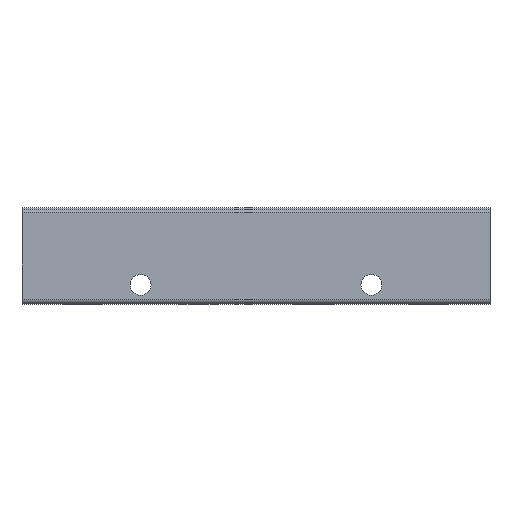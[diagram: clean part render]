
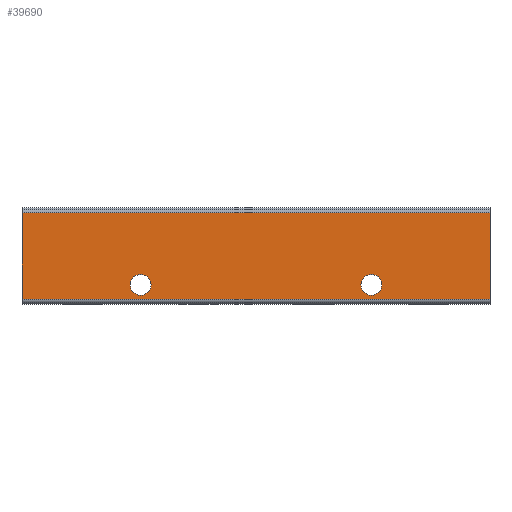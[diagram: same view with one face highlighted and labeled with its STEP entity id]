
A CAD part, top view. The second image highlights one B-rep face of the part: STEP entity #39690.
In plain terms, the highlighted planar face has unit normal (0, 0, 1).
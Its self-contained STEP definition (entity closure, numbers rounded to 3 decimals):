
#143=CARTESIAN_POINT('',(81.75,-9.0,10.));
#144=VERTEX_POINT('',#143);
#160=CARTESIAN_POINT('',(75.25,-9.0,10.));
#161=VERTEX_POINT('',#160);
#168=CARTESIAN_POINT('',(78.5,-9.0,10.));
#169=DIRECTION('',(0.0,0.0,-1.0));
#170=DIRECTION('',(1.0,0.0,0.0));
#171=AXIS2_PLACEMENT_3D('',#168,#169,#170);
#172=CIRCLE('',#171,3.25);
#173=EDGE_CURVE('',#144,#161,#172,.T.);
#185=CARTESIAN_POINT('',(9.75,-9.0,10.));
#186=VERTEX_POINT('',#185);
#202=CARTESIAN_POINT('',(3.25,-9.0,10.));
#203=VERTEX_POINT('',#202);
#210=CARTESIAN_POINT('',(6.5,-9.0,10.));
#211=DIRECTION('',(0.0,0.0,-1.0));
#212=DIRECTION('',(1.0,0.0,0.0));
#213=AXIS2_PLACEMENT_3D('',#210,#211,#212);
#214=CIRCLE('',#213,3.25);
#215=EDGE_CURVE('',#186,#203,#214,.T.);
#235=CARTESIAN_POINT('',(115.5,-13.5,10.0));
#236=VERTEX_POINT('',#235);
#244=CARTESIAN_POINT('',(-30.5,-13.5,10.0));
#245=VERTEX_POINT('',#244);
#246=CARTESIAN_POINT('',(115.5,-13.5,10.0));
#247=DIRECTION('',(-1.0,0.0,0.0));
#248=VECTOR('',#247,146.0);
#249=LINE('',#246,#248);
#250=EDGE_CURVE('',#236,#245,#249,.T.);
#361=CARTESIAN_POINT('',(-30.5,13.5,10.0));
#362=VERTEX_POINT('',#361);
#370=CARTESIAN_POINT('',(115.5,13.5,10.0));
#371=VERTEX_POINT('',#370);
#372=CARTESIAN_POINT('',(-30.5,13.5,10.0));
#373=DIRECTION('',(1.0,0.0,0.0));
#374=VECTOR('',#373,146.0);
#375=LINE('',#372,#374);
#376=EDGE_CURVE('',#362,#371,#375,.T.);
#39440=CARTESIAN_POINT('',(115.5,13.5,10.0));
#39441=DIRECTION('',(0.0,-1.0,0.0));
#39442=VECTOR('',#39441,27.0);
#39443=LINE('',#39440,#39442);
#39444=EDGE_CURVE('',#371,#236,#39443,.T.);
#39654=CARTESIAN_POINT('',(0.,0.,10.));
#39655=DIRECTION('',(0.0,0.0,1.0));
#39656=DIRECTION('',(1.0,0.0,0.0));
#39657=AXIS2_PLACEMENT_3D('',#39654,#39655,#39656);
#39658=PLANE('',#39657);
#39659=ORIENTED_EDGE('',*,*,#376,.F.);
#39660=CARTESIAN_POINT('',(-30.5,-13.5,10.0));
#39661=DIRECTION('',(0.0,1.0,0.0));
#39662=VECTOR('',#39661,27.0);
#39663=LINE('',#39660,#39662);
#39664=EDGE_CURVE('',#245,#362,#39663,.T.);
#39665=ORIENTED_EDGE('',*,*,#39664,.F.);
#39666=ORIENTED_EDGE('',*,*,#250,.F.);
#39667=ORIENTED_EDGE('',*,*,#39444,.F.);
#39668=EDGE_LOOP('',(#39659,#39665,#39666,#39667));
#39669=FACE_OUTER_BOUND('',#39668,.T.);
#39670=ORIENTED_EDGE('',*,*,#173,.T.);
#39671=CARTESIAN_POINT('',(78.5,-9.0,10.));
#39672=DIRECTION('',(0.0,0.0,-1.0));
#39673=DIRECTION('',(1.0,0.0,0.0));
#39674=AXIS2_PLACEMENT_3D('',#39671,#39672,#39673);
#39675=CIRCLE('',#39674,3.25);
#39676=EDGE_CURVE('',#161,#144,#39675,.T.);
#39677=ORIENTED_EDGE('',*,*,#39676,.T.);
#39678=EDGE_LOOP('',(#39670,#39677));
#39679=FACE_BOUND('',#39678,.T.);
#39680=ORIENTED_EDGE('',*,*,#215,.T.);
#39681=CARTESIAN_POINT('',(6.5,-9.0,10.));
#39682=DIRECTION('',(0.0,0.0,-1.0));
#39683=DIRECTION('',(1.0,0.0,0.0));
#39684=AXIS2_PLACEMENT_3D('',#39681,#39682,#39683);
#39685=CIRCLE('',#39684,3.25);
#39686=EDGE_CURVE('',#203,#186,#39685,.T.);
#39687=ORIENTED_EDGE('',*,*,#39686,.T.);
#39688=EDGE_LOOP('',(#39680,#39687));
#39689=FACE_BOUND('',#39688,.T.);
#39690=ADVANCED_FACE('',(#39669,#39679,#39689),#39658,.T.);
